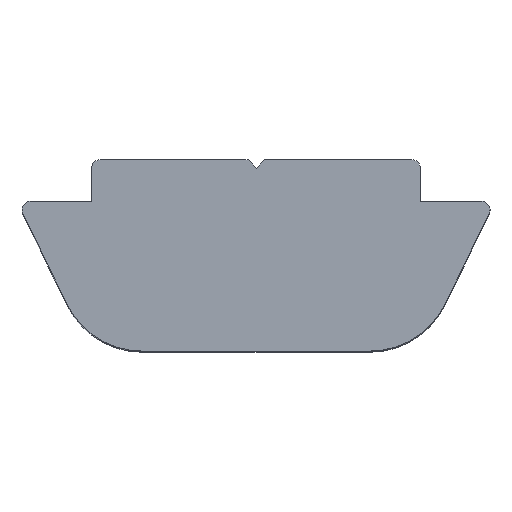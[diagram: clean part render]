
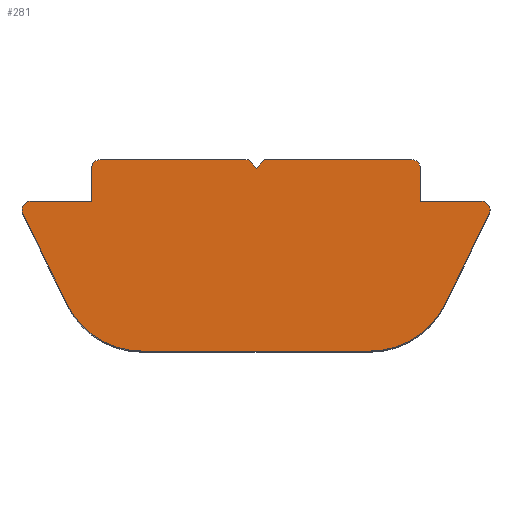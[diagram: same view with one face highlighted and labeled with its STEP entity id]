
A CAD part, top view. The second image highlights one B-rep face of the part: STEP entity #281.
In plain terms, the highlighted planar face has unit normal (0, 0, 1).
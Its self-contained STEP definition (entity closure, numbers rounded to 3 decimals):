
#73=CARTESIAN_POINT('',(9.5,4.6,16.0));
#74=VERTEX_POINT('',#73);
#75=CARTESIAN_POINT('',(9.7,4.4,16.0));
#76=VERTEX_POINT('',#75);
#77=CARTESIAN_POINT('',(9.5,4.4,16.0));
#78=DIRECTION('',(0.0,0.0,-1.0));
#79=DIRECTION('',(0.707,0.707,0.0));
#80=AXIS2_PLACEMENT_3D('',#77,#78,#79);
#81=CIRCLE('',#80,0.2);
#82=EDGE_CURVE('',#74,#76,#81,.T.);
#124=CARTESIAN_POINT('',(9.7,3.6,16.0));
#125=VERTEX_POINT('',#124);
#126=CARTESIAN_POINT('',(9.7,3.6,16.0));
#127=DIRECTION('',(0.0,1.0,0.0));
#128=VECTOR('',#127,0.8);
#129=LINE('',#126,#128);
#130=EDGE_CURVE('',#125,#76,#129,.T.);
#149=CARTESIAN_POINT('',(5.75,2.437,16.0));
#150=DIRECTION('',(0.0,0.0,1.0));
#151=DIRECTION('',(1.0,0.0,0.0));
#152=AXIS2_PLACEMENT_3D('',#149,#150,#151);
#153=PLANE('',#152);
#154=ORIENTED_EDGE('',*,*,#82,.F.);
#155=CARTESIAN_POINT('',(5.958,4.6,16.0));
#156=VERTEX_POINT('',#155);
#157=CARTESIAN_POINT('',(9.5,4.6,16.0));
#158=DIRECTION('',(-1.0,0.0,0.0));
#159=VECTOR('',#158,3.542);
#160=LINE('',#157,#159);
#161=EDGE_CURVE('',#74,#156,#160,.T.);
#162=ORIENTED_EDGE('',*,*,#161,.T.);
#163=CARTESIAN_POINT('',(5.758,4.4,16.0));
#164=VERTEX_POINT('',#163);
#165=CARTESIAN_POINT('',(5.958,4.6,16.0));
#166=DIRECTION('',(-0.707,-0.707,0.0));
#167=VECTOR('',#166,0.283);
#168=LINE('',#165,#167);
#169=EDGE_CURVE('',#156,#164,#168,.T.);
#170=ORIENTED_EDGE('',*,*,#169,.T.);
#171=CARTESIAN_POINT('',(5.558,4.6,16.0));
#172=VERTEX_POINT('',#171);
#173=CARTESIAN_POINT('',(5.758,4.4,16.0));
#174=DIRECTION('',(-0.707,0.707,0.0));
#175=VECTOR('',#174,0.283);
#176=LINE('',#173,#175);
#177=EDGE_CURVE('',#164,#172,#176,.T.);
#178=ORIENTED_EDGE('',*,*,#177,.T.);
#179=CARTESIAN_POINT('',(2.,4.6,16.0));
#180=VERTEX_POINT('',#179);
#181=CARTESIAN_POINT('',(5.558,4.6,16.0));
#182=DIRECTION('',(-1.0,0.0,0.0));
#183=VECTOR('',#182,3.558);
#184=LINE('',#181,#183);
#185=EDGE_CURVE('',#172,#180,#184,.T.);
#186=ORIENTED_EDGE('',*,*,#185,.T.);
#187=CARTESIAN_POINT('',(1.8,4.4,16.0));
#188=VERTEX_POINT('',#187);
#189=CARTESIAN_POINT('',(2.,4.4,16.0));
#190=DIRECTION('',(0.0,0.0,-1.0));
#191=DIRECTION('',(-0.707,0.707,0.0));
#192=AXIS2_PLACEMENT_3D('',#189,#190,#191);
#193=CIRCLE('',#192,0.2);
#194=EDGE_CURVE('',#188,#180,#193,.T.);
#195=ORIENTED_EDGE('',*,*,#194,.F.);
#196=CARTESIAN_POINT('',(1.8,3.6,16.0));
#197=VERTEX_POINT('',#196);
#198=CARTESIAN_POINT('',(1.8,4.4,16.0));
#199=DIRECTION('',(0.0,-1.0,0.0));
#200=VECTOR('',#199,0.8);
#201=LINE('',#198,#200);
#202=EDGE_CURVE('',#188,#197,#201,.T.);
#203=ORIENTED_EDGE('',*,*,#202,.T.);
#204=CARTESIAN_POINT('',(0.32,3.6,16.0));
#205=VERTEX_POINT('',#204);
#206=CARTESIAN_POINT('',(1.8,3.6,16.0));
#207=DIRECTION('',(-1.0,0.0,0.0));
#208=VECTOR('',#207,1.48);
#209=LINE('',#206,#208);
#210=EDGE_CURVE('',#197,#205,#209,.T.);
#211=ORIENTED_EDGE('',*,*,#210,.T.);
#212=CARTESIAN_POINT('',(0.14,3.313,16.0));
#213=VERTEX_POINT('',#212);
#214=CARTESIAN_POINT('',(0.32,3.4,16.0));
#215=DIRECTION('',(0.0,0.0,-1.0));
#216=DIRECTION('',(-0.848,0.53,0.0));
#217=AXIS2_PLACEMENT_3D('',#214,#215,#216);
#218=CIRCLE('',#217,0.2);
#219=EDGE_CURVE('',#213,#205,#218,.T.);
#220=ORIENTED_EDGE('',*,*,#219,.F.);
#221=CARTESIAN_POINT('',(1.203,1.126,16.0));
#222=VERTEX_POINT('',#221);
#223=CARTESIAN_POINT('',(0.14,3.313,16.0));
#224=DIRECTION('',(0.437,-0.899,0.0));
#225=VECTOR('',#224,2.432);
#226=LINE('',#223,#225);
#227=EDGE_CURVE('',#213,#222,#226,.T.);
#228=ORIENTED_EDGE('',*,*,#227,.T.);
#229=CARTESIAN_POINT('',(3.002,0.0,16.0));
#230=VERTEX_POINT('',#229);
#231=CARTESIAN_POINT('',(3.002,2.0,16.0));
#232=DIRECTION('',(0.0,0.0,-1.0));
#233=DIRECTION('',(-0.53,-0.848,0.0));
#234=AXIS2_PLACEMENT_3D('',#231,#232,#233);
#235=CIRCLE('',#234,2.0);
#236=EDGE_CURVE('',#230,#222,#235,.T.);
#237=ORIENTED_EDGE('',*,*,#236,.F.);
#238=CARTESIAN_POINT('',(8.498,0.0,16.0));
#239=VERTEX_POINT('',#238);
#240=CARTESIAN_POINT('',(3.002,0.0,16.0));
#241=DIRECTION('',(1.0,0.0,0.0));
#242=VECTOR('',#241,5.497);
#243=LINE('',#240,#242);
#244=EDGE_CURVE('',#230,#239,#243,.T.);
#245=ORIENTED_EDGE('',*,*,#244,.T.);
#246=CARTESIAN_POINT('',(10.297,1.126,16.0));
#247=VERTEX_POINT('',#246);
#248=CARTESIAN_POINT('',(8.498,2.0,16.0));
#249=DIRECTION('',(0.0,0.0,-1.0));
#250=DIRECTION('',(0.53,-0.848,0.0));
#251=AXIS2_PLACEMENT_3D('',#248,#249,#250);
#252=CIRCLE('',#251,2.0);
#253=EDGE_CURVE('',#247,#239,#252,.T.);
#254=ORIENTED_EDGE('',*,*,#253,.F.);
#255=CARTESIAN_POINT('',(11.36,3.313,16.0));
#256=VERTEX_POINT('',#255);
#257=CARTESIAN_POINT('',(10.297,1.126,16.0));
#258=DIRECTION('',(0.437,0.899,0.0));
#259=VECTOR('',#258,2.432);
#260=LINE('',#257,#259);
#261=EDGE_CURVE('',#247,#256,#260,.T.);
#262=ORIENTED_EDGE('',*,*,#261,.T.);
#263=CARTESIAN_POINT('',(11.18,3.6,16.0));
#264=VERTEX_POINT('',#263);
#265=CARTESIAN_POINT('',(11.18,3.4,16.0));
#266=DIRECTION('',(0.0,0.0,-1.0));
#267=DIRECTION('',(0.848,0.53,0.0));
#268=AXIS2_PLACEMENT_3D('',#265,#266,#267);
#269=CIRCLE('',#268,0.2);
#270=EDGE_CURVE('',#264,#256,#269,.T.);
#271=ORIENTED_EDGE('',*,*,#270,.F.);
#272=CARTESIAN_POINT('',(11.18,3.6,16.0));
#273=DIRECTION('',(-1.0,0.0,0.0));
#274=VECTOR('',#273,1.48);
#275=LINE('',#272,#274);
#276=EDGE_CURVE('',#264,#125,#275,.T.);
#277=ORIENTED_EDGE('',*,*,#276,.T.);
#278=ORIENTED_EDGE('',*,*,#130,.T.);
#279=EDGE_LOOP('',(#154,#162,#170,#178,#186,#195,#203,#211,#220,#228,#237,#245,#254,#262,#271,#277,#278));
#280=FACE_OUTER_BOUND('',#279,.T.);
#281=ADVANCED_FACE('',(#280),#153,.T.);
